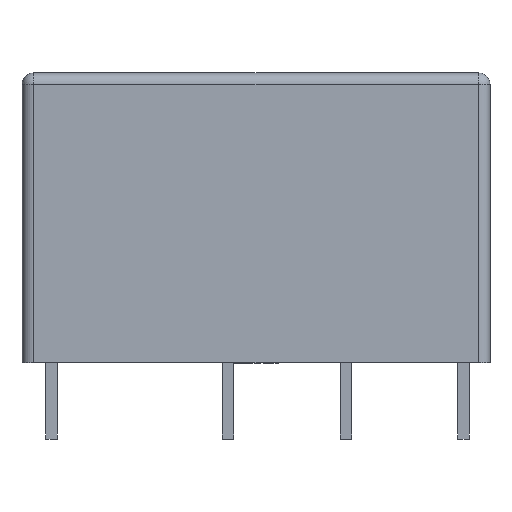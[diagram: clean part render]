
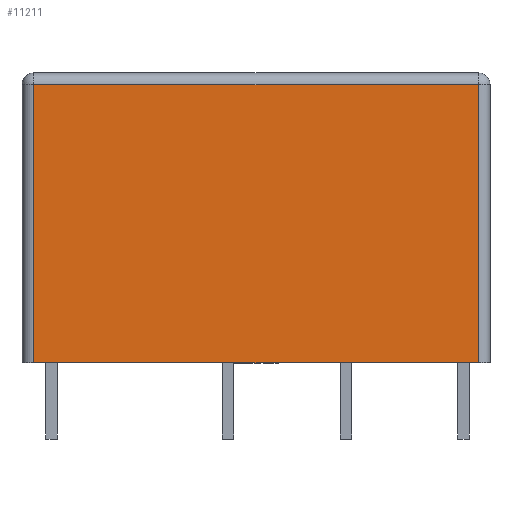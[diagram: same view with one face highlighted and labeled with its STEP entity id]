
A CAD part, front view. The second image highlights one B-rep face of the part: STEP entity #11211.
In plain terms, the highlighted planar face has unit normal (0, -1, 0).
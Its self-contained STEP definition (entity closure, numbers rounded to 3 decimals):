
#460 = ORIENTED_EDGE ( 'NONE', *, *, #2864, .T. ) ;
#687 = EDGE_CURVE ( 'NONE', #11855, #2084, #15664, .T. ) ;
#998 = LINE ( 'NONE', #14786, #12024 ) ;
#1342 = DIRECTION ( 'NONE',  ( 0., 0., 1. ) ) ;
#1679 = CARTESIAN_POINT ( 'NONE',  ( 9.6, -4.9, 0. ) ) ;
#2084 = VERTEX_POINT ( 'NONE', #3196 ) ;
#2791 = CARTESIAN_POINT ( 'NONE',  ( 9.6, -4.9, 12. ) ) ;
#2864 = EDGE_CURVE ( 'NONE', #11425, #11855, #14994, .T. ) ;
#3144 = PLANE ( 'NONE',  #5010 ) ;
#3196 = CARTESIAN_POINT ( 'NONE',  ( -9.6, -4.9, 0. ) ) ;
#3679 = DIRECTION ( 'NONE',  ( -1., 0., 0. ) ) ;
#4699 = DIRECTION ( 'NONE',  ( 0., 0., 1. ) ) ;
#5010 = AXIS2_PLACEMENT_3D ( 'NONE', #13667, #6111, #4699 ) ;
#5247 = EDGE_LOOP ( 'NONE', ( #12780, #14212, #460, #11199 ) ) ;
#5885 = VECTOR ( 'NONE', #3679, 1000. ) ;
#6111 = DIRECTION ( 'NONE',  ( 0., 1., 0. ) ) ;
#6164 = CARTESIAN_POINT ( 'NONE',  ( -10.1, -4.9, 12. ) ) ;
#6376 = LINE ( 'NONE', #9827, #7621 ) ;
#6445 = VECTOR ( 'NONE', #10930, 1000. ) ;
#7324 = EDGE_CURVE ( 'NONE', #2084, #10862, #998, .T. ) ;
#7621 = VECTOR ( 'NONE', #1342, 1000. ) ;
#9381 = CARTESIAN_POINT ( 'NONE',  ( -9.6, -4.9, 12.5 ) ) ;
#9827 = CARTESIAN_POINT ( 'NONE',  ( 9.6, -4.9, 12.5 ) ) ;
#10005 = EDGE_CURVE ( 'NONE', #10862, #11425, #6376, .T. ) ;
#10862 = VERTEX_POINT ( 'NONE', #1679 ) ;
#10930 = DIRECTION ( 'NONE',  ( 0., 0., -1. ) ) ;
#11199 = ORIENTED_EDGE ( 'NONE', *, *, #687, .T. ) ;
#11211 = ADVANCED_FACE ( 'NONE', ( #14439 ), #3144, .F. ) ;
#11425 = VERTEX_POINT ( 'NONE', #2791 ) ;
#11855 = VERTEX_POINT ( 'NONE', #15435 ) ;
#12024 = VECTOR ( 'NONE', #12525, 1000. ) ;
#12525 = DIRECTION ( 'NONE',  ( 1., 0., 0. ) ) ;
#12780 = ORIENTED_EDGE ( 'NONE', *, *, #7324, .T. ) ;
#13667 = CARTESIAN_POINT ( 'NONE',  ( -10.1, -4.9, 12.5 ) ) ;
#14212 = ORIENTED_EDGE ( 'NONE', *, *, #10005, .T. ) ;
#14439 = FACE_OUTER_BOUND ( 'NONE', #5247, .T. ) ;
#14786 = CARTESIAN_POINT ( 'NONE',  ( -10.1, -4.9, 0. ) ) ;
#14994 = LINE ( 'NONE', #6164, #5885 ) ;
#15435 = CARTESIAN_POINT ( 'NONE',  ( -9.6, -4.9, 12. ) ) ;
#15664 = LINE ( 'NONE', #9381, #6445 ) ;
